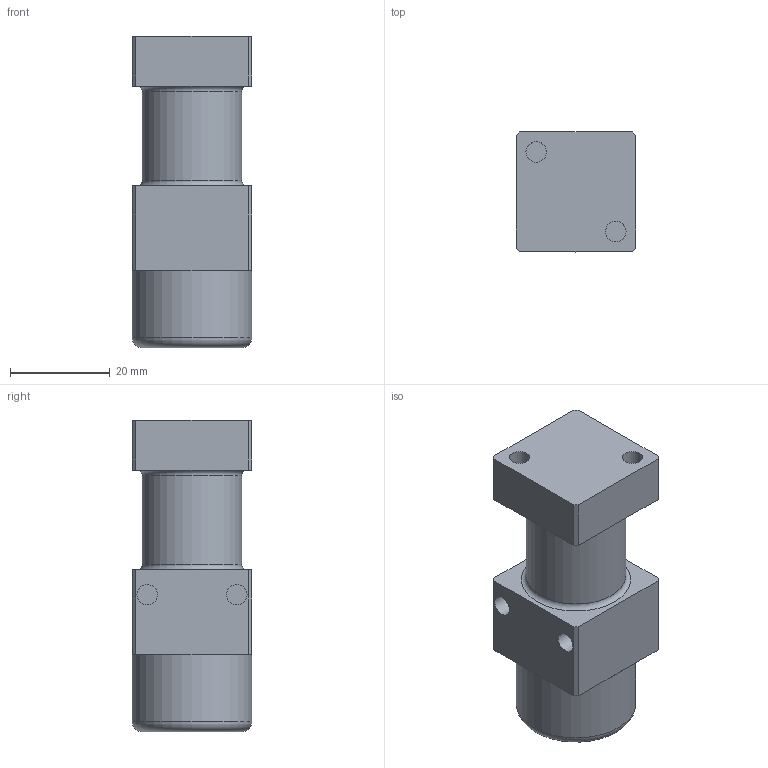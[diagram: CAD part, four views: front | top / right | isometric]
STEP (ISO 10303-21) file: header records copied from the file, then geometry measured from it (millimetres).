
FILE_DESCRIPTION(/* description */ (''),/* implementation_level */ '2;1');
FILE_NAME(/* name */ 'TPGC024078 B.stp',/* time_stamp */ '2016-01-06T13:16:10+01:00',/* author */ ('pb'),/* organization */ (''),/* preprocessor_version */ 'ST-DEVELOPER v15.6',/* originating_system */ 'Autodesk Inventor 2015',/* authorisation */ '');
FILE_SCHEMA (('AUTOMOTIVE_DESIGN { 1 0 10303 214 3 1 1 }'));
Length unit declared in the file: millimetre
Products named in the file (1): Part19
Bounding box: 24 x 24 x 62.5 mm (x, y, z)
Volume: 28119.5 mm3; surface area: 7168 mm2
Topology: 1 solids, 1 shells, 41 faces, 89 edges, 56 vertices
Faces by surface type: plane 20, cylinder 16, torus 3, cone 2
Full cylindrical faces by diameter (mm): 4.134 x6, 20 x1, 24 x1
Entity records: 1117 total; most frequent: DIRECTION 196, CARTESIAN_POINT 170, ORIENTED_EDGE 148, AXIS2_PLACEMENT_3D 80, EDGE_CURVE 74, EDGE_LOOP 60, VERTEX_POINT 54, STYLED_ITEM 42
